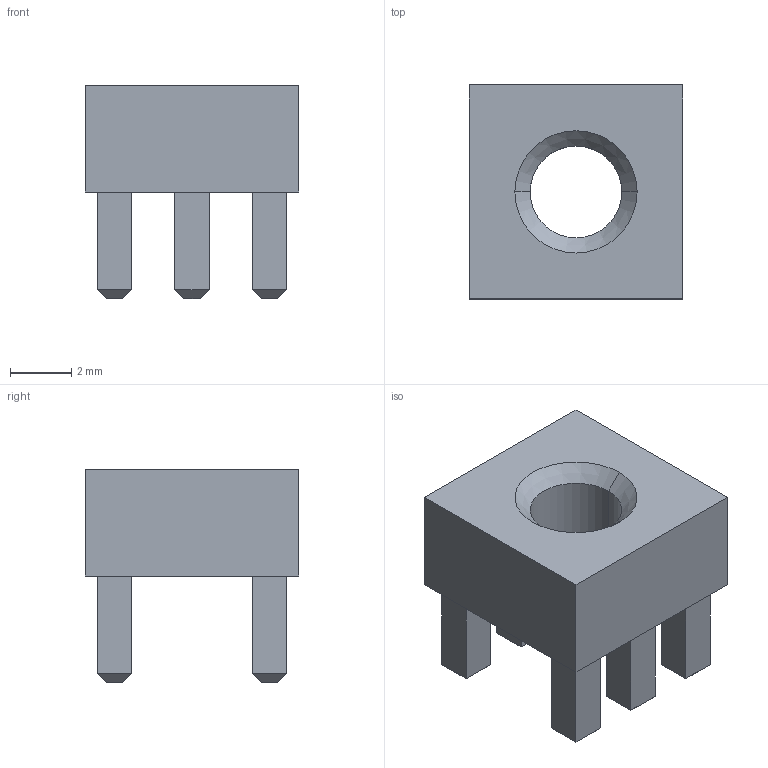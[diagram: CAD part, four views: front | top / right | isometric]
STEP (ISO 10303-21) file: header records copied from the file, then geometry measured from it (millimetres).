
FILE_DESCRIPTION (( 'STEP AP203' ), '1' );
FILE_NAME ('95988-B.STEP', '2013-12-17T19:59:31', ( 'Hajo' ), ( 'Microsoft' ), 'SwSTEP 2.0', 'SolidWorks 2011', '' );
FILE_SCHEMA (( 'CONFIG_CONTROL_DESIGN' ));
Length unit declared in the file: millimetre
Products named in the file (1): 95988-B
Bounding box: 7 x 7 x 7 mm (x, y, z)
Volume: 171.3 mm3; surface area: 301.7 mm2
Topology: 1 solids, 1 shells, 64 faces, 142 edges, 86 vertices
Faces by surface type: plane 60, cone 2, cylinder 2
Entity records: 1785 total; most frequent: CARTESIAN_POINT 293, ORIENTED_EDGE 284, DIRECTION 278, EDGE_CURVE 142, VECTOR 136, LINE 136, VERTEX_POINT 86, EDGE_LOOP 72
